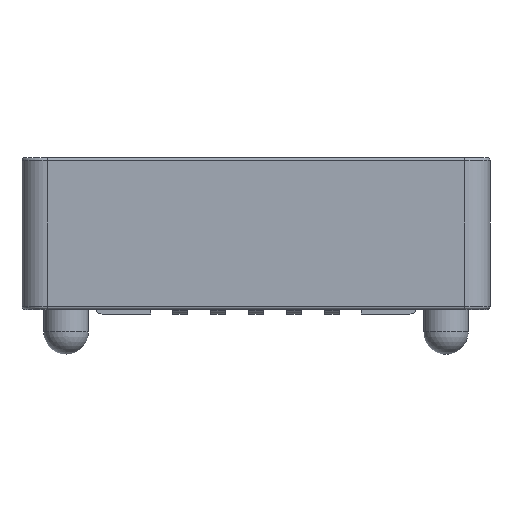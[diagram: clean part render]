
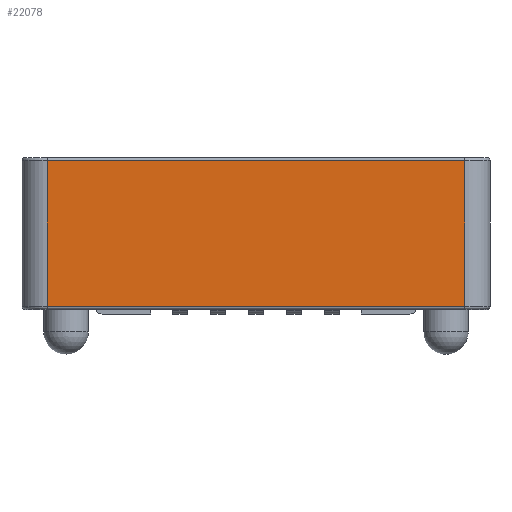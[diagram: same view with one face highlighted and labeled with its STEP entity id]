
A CAD part, left-side view. The second image highlights one B-rep face of the part: STEP entity #22078.
In plain terms, the highlighted planar face has unit normal (-1, 0, 0).
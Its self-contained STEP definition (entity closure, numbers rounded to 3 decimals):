
#624=PLANE('',#24138);
#2434=LINE('',#35470,#4912);
#2936=LINE('',#36487,#5414);
#2947=LINE('',#36515,#5425);
#2948=LINE('',#36517,#5426);
#4912=VECTOR('',#29173,1000.);
#5414=VECTOR('',#29925,1000.);
#5425=VECTOR('',#29954,1000.);
#5426=VECTOR('',#29957,1000.);
#11219=ORIENTED_EDGE('',*,*,#15178,.T.);
#11220=ORIENTED_EDGE('',*,*,#15179,.T.);
#11221=ORIENTED_EDGE('',*,*,#15164,.T.);
#11222=ORIENTED_EDGE('',*,*,#14646,.T.);
#14646=EDGE_CURVE('',#17087,#17098,#2434,.F.);
#15164=EDGE_CURVE('',#17490,#17087,#2936,.T.);
#15178=EDGE_CURVE('',#17098,#17497,#2947,.F.);
#15179=EDGE_CURVE('',#17497,#17490,#2948,.T.);
#17087=VERTEX_POINT('',#35431);
#17098=VERTEX_POINT('',#35465);
#17490=VERTEX_POINT('',#36488);
#17497=VERTEX_POINT('',#36514);
#19417=EDGE_LOOP('',(#11219,#11220,#11221,#11222));
#20565=FACE_BOUND('',#19417,.T.);
#22078=ADVANCED_FACE('',(#20565),#624,.T.);
#24138=AXIS2_PLACEMENT_3D('',#36516,#29955,#29956);
#29173=DIRECTION('',(0.,-1.,0.));
#29925=DIRECTION('',(0.,0.,1.));
#29954=DIRECTION('',(0.,0.,1.));
#29955=DIRECTION('',(-1.,0.,0.));
#29956=DIRECTION('',(0.,0.,1.));
#29957=DIRECTION('',(0.,-1.,0.));
#35431=CARTESIAN_POINT('',(-7.825,-6.974,-0.1));
#35465=CARTESIAN_POINT('',(-7.825,6.974,-0.1));
#35470=CARTESIAN_POINT('',(-7.825,7.825,-0.1));
#36487=CARTESIAN_POINT('',(-7.825,-6.974,-5.08));
#36488=CARTESIAN_POINT('',(-7.825,-6.974,-4.98));
#36514=CARTESIAN_POINT('',(-7.825,6.974,-4.98));
#36515=CARTESIAN_POINT('',(-7.825,6.974,-5.08));
#36516=CARTESIAN_POINT('',(-7.825,7.825,-5.08));
#36517=CARTESIAN_POINT('',(-7.825,-6.974,-4.98));
